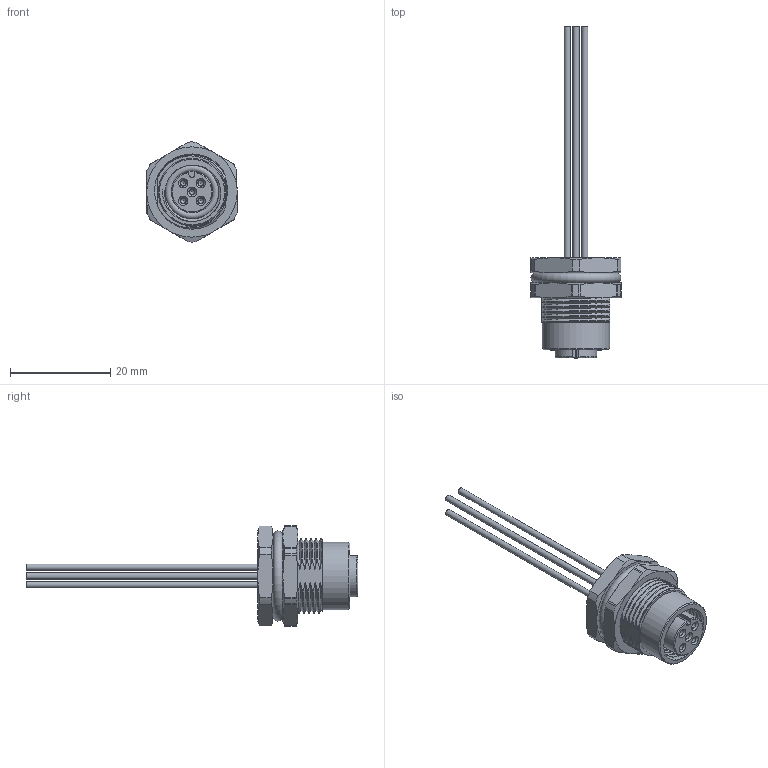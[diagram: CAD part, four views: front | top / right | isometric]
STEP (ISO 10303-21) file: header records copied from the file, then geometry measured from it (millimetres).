
FILE_DESCRIPTION(/* description */ ('Unknown'),/* implementation_level */ '2;1');
FILE_NAME(/* name */ '643462100605',/* time_stamp */ '2025-05-27T14:49:43+02:00',/* author */ ('Unknown'),/* organization */ ('Unknown'),/* preprocessor_version */ 'ST-DEVELOPER v19.4',/* originating_system */ 'Solid Edge',/* authorisation */ 'Unknown');
FILE_SCHEMA (('AUTOMOTIVE_DESIGN {1 0 10303 214 3 1 1}'));
Length unit declared in the file: millimetre
Products named in the file (14): 6434621006xx_With Cable; 6434621006xx; 6432601006xx_housing; 643260100605; 643xx01004xx_Seal_outer; 643xx01006xx_Nut; 643xx01004xx_Seal_inner; 6431201004xx_Pin; 6431601006xx_Glue; Wire 22AWG Brown; Wire 22AWG White; Wire 22AWG Blue; Wire 22AWG Black; Wire 22AWG Grey
Assembly tree (17 placements, depth 3):
  6434621006xx_With Cable
    6434621006xx
      6432601006xx_housing
      643260100605
      643xx01004xx_Seal_outer
      643xx01006xx_Nut
      643xx01004xx_Seal_inner
      6431201004xx_Pin  x5
      6431601006xx_Glue
    Wire 22AWG Brown
    Wire 22AWG White
    Wire 22AWG Blue
    Wire 22AWG Black
    Wire 22AWG Grey
Bounding box: 18.07 x 66.37 x 20 mm (x, y, z)
Volume: 3600.5 mm3; surface area: 6526.6 mm2
Topology: 16 solids, 16 shells, 442 faces, 1116 edges, 737 vertices
Faces by surface type: plane 188, cylinder 139, cone 50, bspline 43, torus 22
Full cylindrical faces by diameter (mm): 0.77 x5, 1.05 x5, 1.1 x5, 1.2 x5, 1.245 x5, 1.6 x20, 1.7 x5, 1.78 x10, 1.9 x10, 8.3 x1, 8.74 x2, 9.14 x1, 9.25 x1, 10.58 x1, 10.72 x8, 11 x2, 11.1 x1, 13.5 x2
Entity records: 30509 total; most frequent: CARTESIAN_POINT 23485, ORIENTED_EDGE 1358, DIRECTION 1232, EDGE_CURVE 679, AXIS2_PLACEMENT_3D 500, VERTEX_POINT 485, FACE_BOUND 416, EDGE_LOOP 412
